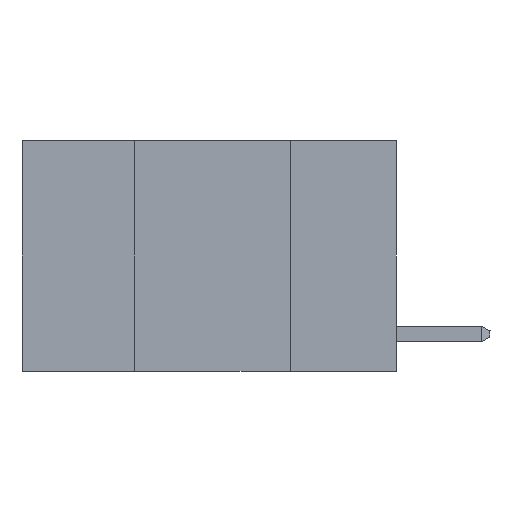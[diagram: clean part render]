
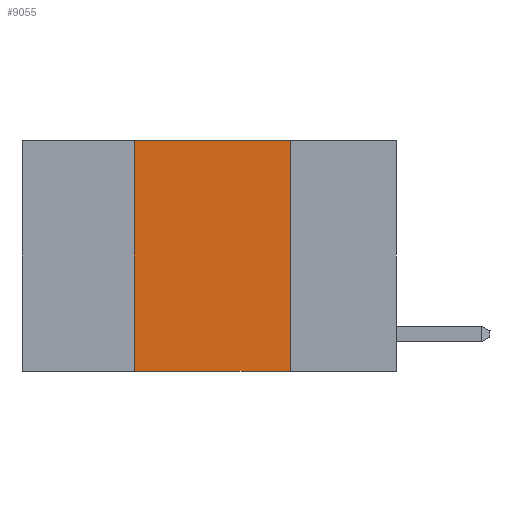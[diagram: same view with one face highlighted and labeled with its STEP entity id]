
A CAD part, left-side view. The second image highlights one B-rep face of the part: STEP entity #9055.
In plain terms, the highlighted planar face has unit normal (-1, 0, 0).
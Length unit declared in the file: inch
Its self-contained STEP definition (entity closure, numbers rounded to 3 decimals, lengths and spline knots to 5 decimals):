
#90 = ORIENTED_EDGE ( 'NONE', *, *, #11737, .F. ) ;
#257 = ORIENTED_EDGE ( 'NONE', *, *, #1013, .F. ) ;
#999 = VECTOR ( 'NONE', #15156, 39.37008 ) ;
#1013 = EDGE_CURVE ( 'NONE', #2473, #11723, #14246, .T. ) ;
#1258 = DIRECTION ( 'NONE',  ( 1., 0., 0. ) ) ;
#2033 = VERTEX_POINT ( 'NONE', #14648 ) ;
#2277 = EDGE_CURVE ( 'NONE', #2033, #11723, #11302, .T. ) ;
#2473 = VERTEX_POINT ( 'NONE', #7913 ) ;
#2616 = FACE_OUTER_BOUND ( 'NONE', #6829, .T. ) ;
#4497 = CARTESIAN_POINT ( 'NONE',  ( 0., 0.6, -0.37 ) ) ;
#4669 = DIRECTION ( 'NONE',  ( 0., 0., -1. ) ) ;
#5549 = VECTOR ( 'NONE', #5681, 39.37008 ) ;
#5681 = DIRECTION ( 'NONE',  ( 0., -1., 0. ) ) ;
#5732 = DIRECTION ( 'NONE',  ( 0., 0., 1. ) ) ;
#5742 = EDGE_CURVE ( 'NONE', #2033, #15750, #15327, .T. ) ;
#5793 = ORIENTED_EDGE ( 'NONE', *, *, #5742, .F. ) ;
#6829 = EDGE_LOOP ( 'NONE', ( #257, #90, #5793, #11857 ) ) ;
#7362 = CARTESIAN_POINT ( 'NONE',  ( 0., 0.42, 0. ) ) ;
#7913 = CARTESIAN_POINT ( 'NONE',  ( 0., 0.17, 0. ) ) ;
#8148 = PLANE ( 'NONE',  #12813 ) ;
#9055 = ADVANCED_FACE ( 'NONE', ( #2616 ), #8148, .F. ) ;
#10998 = LINE ( 'NONE', #16524, #999 ) ;
#11302 = LINE ( 'NONE', #4497, #5549 ) ;
#11691 = CARTESIAN_POINT ( 'NONE',  ( 0., 0.42, 0. ) ) ;
#11723 = VERTEX_POINT ( 'NONE', #15064 ) ;
#11737 = EDGE_CURVE ( 'NONE', #15750, #2473, #10998, .T. ) ;
#11857 = ORIENTED_EDGE ( 'NONE', *, *, #2277, .T. ) ;
#12584 = CARTESIAN_POINT ( 'NONE',  ( 0., 0.6, 0. ) ) ;
#12813 = AXIS2_PLACEMENT_3D ( 'NONE', #12584, #1258, #17851 ) ;
#13013 = VECTOR ( 'NONE', #5732, 39.37008 ) ;
#14246 = LINE ( 'NONE', #14435, #17690 ) ;
#14435 = CARTESIAN_POINT ( 'NONE',  ( 0., 0.17, 0. ) ) ;
#14648 = CARTESIAN_POINT ( 'NONE',  ( 0., 0.42, -0.37 ) ) ;
#15064 = CARTESIAN_POINT ( 'NONE',  ( 0., 0.17, -0.37 ) ) ;
#15156 = DIRECTION ( 'NONE',  ( 0., -1., 0. ) ) ;
#15327 = LINE ( 'NONE', #7362, #13013 ) ;
#15750 = VERTEX_POINT ( 'NONE', #11691 ) ;
#16524 = CARTESIAN_POINT ( 'NONE',  ( 0., 0.6, 0. ) ) ;
#17690 = VECTOR ( 'NONE', #4669, 39.37008 ) ;
#17851 = DIRECTION ( 'NONE',  ( 0., 0., -1. ) ) ;
